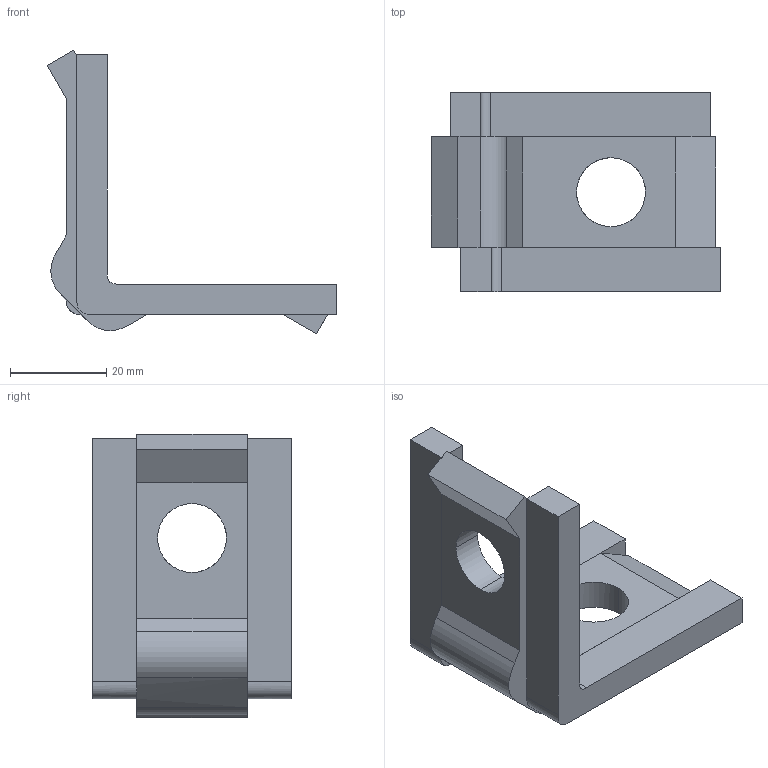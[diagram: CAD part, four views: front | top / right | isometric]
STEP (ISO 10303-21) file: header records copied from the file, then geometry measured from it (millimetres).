
FILE_DESCRIPTION(('TurboCAD Mac Pro'),'Build 980');
FILE_NAME('P2626.stp',' ',(''),(''),'ACIS Interop','IMSI','TurboCAD Mac Pro BY IMSI, INCORPORATED');
FILE_SCHEMA(('automotive_design'));
Length unit declared in the file: inch
Products named in the file (1): 1
Bounding box: 60.09 x 41.28 x 58.87 mm (x, y, z)
Volume: 25312.6 mm3; surface area: 10808.4 mm2
Topology: 1 solids, 1 shells, 55 faces, 149 edges, 96 vertices
Faces by surface type: plane 38, bspline 17
Entity records: 2221 total; most frequent: CARTESIAN_POINT 494, ORIENTED_EDGE 298, DIRECTION 189, EDGE_CURVE 149, LINE 111, VECTOR 111, VERTEX_POINT 96, EDGE_LOOP 59
